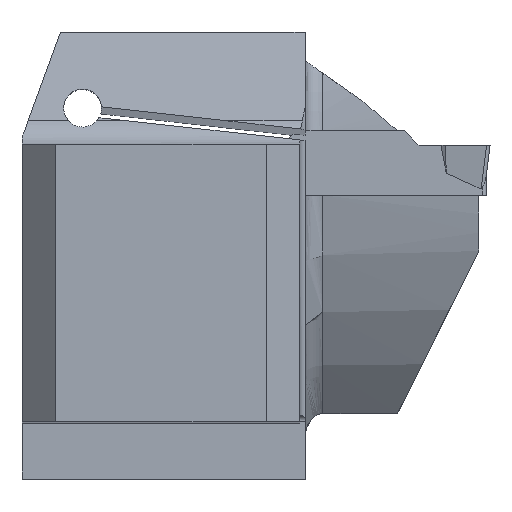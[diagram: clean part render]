
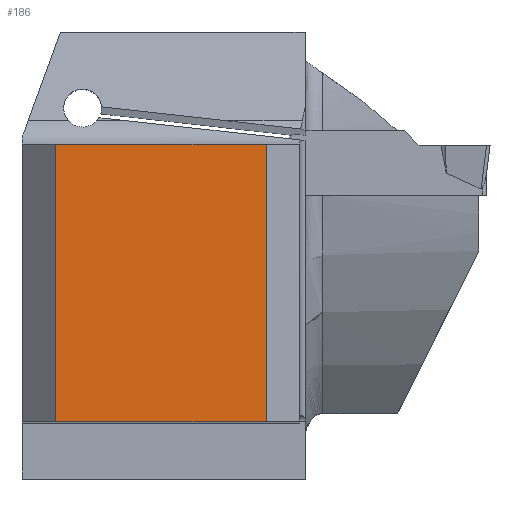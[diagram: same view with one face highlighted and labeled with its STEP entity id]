
A CAD part, top view. The second image highlights one B-rep face of the part: STEP entity #186.
In plain terms, the highlighted planar face has unit normal (0, 0, 1).
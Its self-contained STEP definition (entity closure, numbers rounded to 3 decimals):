
#123=PLANE('',#1693);
#186=ADVANCED_FACE('CU_BACK_SU1',(#277),#123,.F.);
#277=FACE_OUTER_BOUND('',#353,.T.);
#353=EDGE_LOOP('',(#638,#639,#640,#641));
#638=ORIENTED_EDGE('',*,*,#1172,.F.);
#639=ORIENTED_EDGE('',*,*,#1173,.F.);
#640=ORIENTED_EDGE('',*,*,#1174,.T.);
#641=ORIENTED_EDGE('',*,*,#1170,.T.);
#995=VERTEX_POINT('',#2564);
#996=VERTEX_POINT('',#2566);
#997=VERTEX_POINT('',#2570);
#998=VERTEX_POINT('',#2572);
#1170=EDGE_CURVE('',#996,#995,#1341,.T.);
#1172=EDGE_CURVE('',#997,#995,#1343,.T.);
#1173=EDGE_CURVE('',#998,#997,#1344,.T.);
#1174=EDGE_CURVE('',#998,#996,#1345,.T.);
#1341=LINE('',#2565,#1491);
#1343=LINE('',#2569,#1493);
#1344=LINE('',#2571,#1494);
#1345=LINE('',#2573,#1495);
#1491=VECTOR('',#1961,1.);
#1493=VECTOR('',#1965,1.);
#1494=VECTOR('',#1966,1.);
#1495=VECTOR('',#1967,1.);
#1693=AXIS2_PLACEMENT_3D('',#2574,#1968,#1969);
#1961=DIRECTION('',(1.,0.,0.));
#1965=DIRECTION('',(0.,-1.,0.));
#1966=DIRECTION('',(1.,0.,0.));
#1967=DIRECTION('',(0.,-1.,0.));
#1968=DIRECTION('',(0.,0.,-1.));
#1969=DIRECTION('',(1.,0.,0.));
#2564=CARTESIAN_POINT('',(21.925,0.,0.));
#2565=CARTESIAN_POINT('',(110.,0.,0.));
#2566=CARTESIAN_POINT('',(3.,0.,0.));
#2569=CARTESIAN_POINT('',(21.925,0.,0.));
#2570=CARTESIAN_POINT('',(21.925,24.925,0.));
#2571=CARTESIAN_POINT('',(110.,24.925,0.));
#2572=CARTESIAN_POINT('',(3.,24.925,0.));
#2573=CARTESIAN_POINT('',(3.,0.,0.));
#2574=CARTESIAN_POINT('',(-23.246,44.925,0.));
